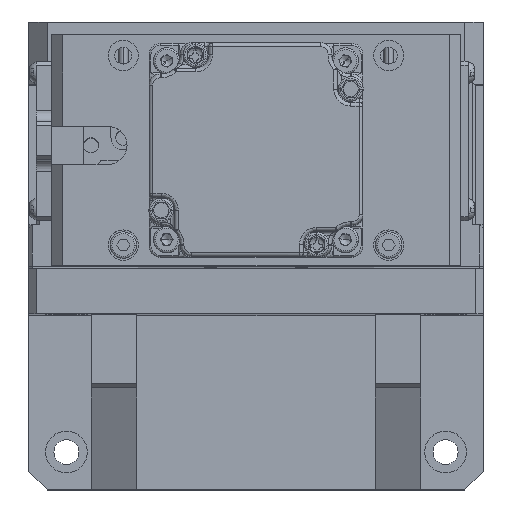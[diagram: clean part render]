
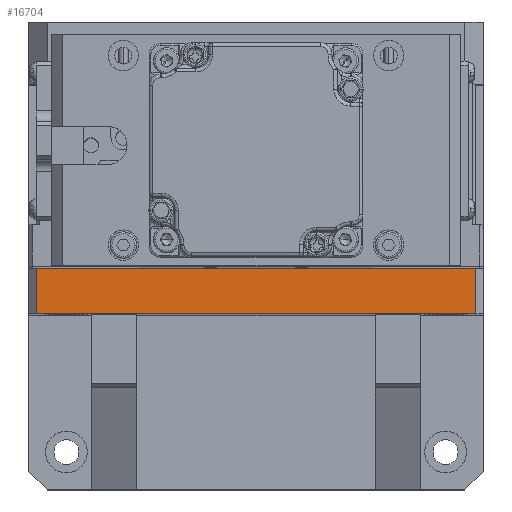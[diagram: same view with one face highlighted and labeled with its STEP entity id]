
A CAD part, top view. The second image highlights one B-rep face of the part: STEP entity #16704.
In plain terms, the highlighted planar face has unit normal (0, 0, 1).
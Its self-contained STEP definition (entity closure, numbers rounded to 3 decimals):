
#847 = DIRECTION ( 'NONE',  ( 0., 0., -1. ) ) ;
#4489 = LINE ( 'NONE', #6718, #47777 ) ;
#5109 = VECTOR ( 'NONE', #5710, 1000. ) ;
#5553 = EDGE_CURVE ( 'NONE', #21271, #23236, #4489, .T. ) ;
#5710 = DIRECTION ( 'NONE',  ( 0., -1., 0. ) ) ;
#6301 = CARTESIAN_POINT ( 'NONE',  ( -58., 0., 242. ) ) ;
#6718 = CARTESIAN_POINT ( 'NONE',  ( -60., 0., 242. ) ) ;
#8386 = VECTOR ( 'NONE', #15380, 1000. ) ;
#13291 = ORIENTED_EDGE ( 'NONE', *, *, #26191, .F. ) ;
#13633 = CARTESIAN_POINT ( 'NONE',  ( 58., -12., 242. ) ) ;
#13741 = EDGE_LOOP ( 'NONE', ( #23906, #42407, #13291, #34992 ) ) ;
#15380 = DIRECTION ( 'NONE',  ( 0., 1., 0. ) ) ;
#16704 = ADVANCED_FACE ( 'NONE', ( #61697 ), #27163, .F. ) ;
#18621 = DIRECTION ( 'NONE',  ( -1., 0., 0. ) ) ;
#19338 = LINE ( 'NONE', #21143, #5109 ) ;
#21143 = CARTESIAN_POINT ( 'NONE',  ( -58., -12., 242. ) ) ;
#21271 = VERTEX_POINT ( 'NONE', #36114 ) ;
#21657 = CARTESIAN_POINT ( 'NONE',  ( 58., -12., 242. ) ) ;
#23236 = VERTEX_POINT ( 'NONE', #6301 ) ;
#23906 = ORIENTED_EDGE ( 'NONE', *, *, #5553, .T. ) ;
#26191 = EDGE_CURVE ( 'NONE', #67133, #42967, #31749, .T. ) ;
#26370 = EDGE_CURVE ( 'NONE', #67133, #21271, #53225, .T. ) ;
#27163 = PLANE ( 'NONE',  #64631 ) ;
#31749 = LINE ( 'NONE', #40882, #48254 ) ;
#32627 = CARTESIAN_POINT ( 'NONE',  ( -58., -12., 242. ) ) ;
#34992 = ORIENTED_EDGE ( 'NONE', *, *, #26370, .T. ) ;
#36114 = CARTESIAN_POINT ( 'NONE',  ( 58., 0., 242. ) ) ;
#37095 = DIRECTION ( 'NONE',  ( 1., 0., 0. ) ) ;
#40882 = CARTESIAN_POINT ( 'NONE',  ( -60., -12., 242. ) ) ;
#42407 = ORIENTED_EDGE ( 'NONE', *, *, #60828, .T. ) ;
#42967 = VERTEX_POINT ( 'NONE', #32627 ) ;
#46421 = DIRECTION ( 'NONE',  ( -1., 0., 0. ) ) ;
#47777 = VECTOR ( 'NONE', #18621, 1000. ) ;
#47785 = CARTESIAN_POINT ( 'NONE',  ( -60., -12., 242. ) ) ;
#48254 = VECTOR ( 'NONE', #46421, 1000. ) ;
#53225 = LINE ( 'NONE', #21657, #8386 ) ;
#60828 = EDGE_CURVE ( 'NONE', #23236, #42967, #19338, .T. ) ;
#61697 = FACE_OUTER_BOUND ( 'NONE', #13741, .T. ) ;
#64631 = AXIS2_PLACEMENT_3D ( 'NONE', #47785, #847, #37095 ) ;
#67133 = VERTEX_POINT ( 'NONE', #13633 ) ;
